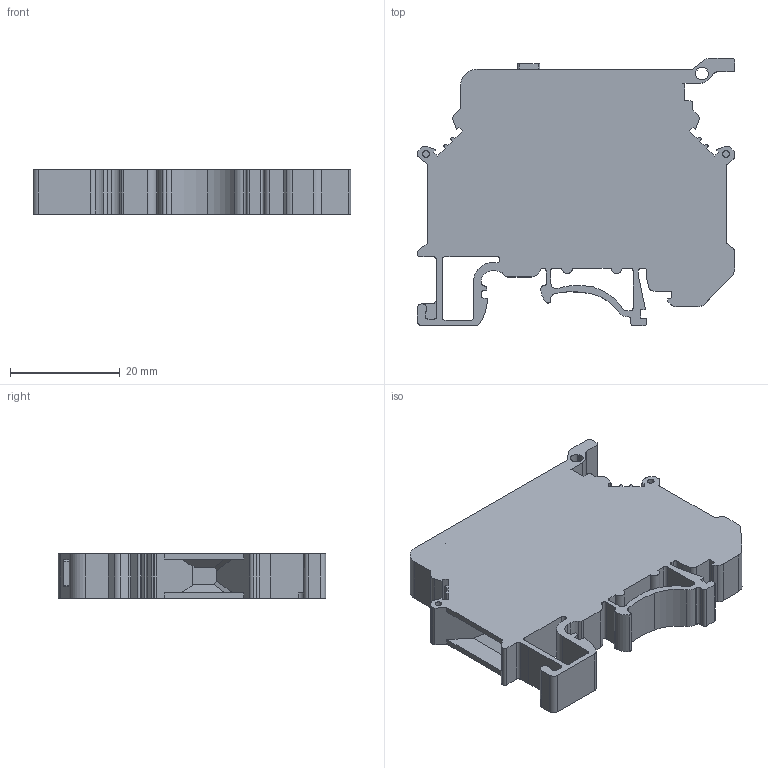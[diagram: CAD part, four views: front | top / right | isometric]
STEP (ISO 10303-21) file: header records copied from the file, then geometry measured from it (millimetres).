
FILE_DESCRIPTION(('STEP AP203'), '1');
FILE_NAME('MTU-4F220', '2025-03-26T07:24:49', ('砐錪賧瘔蠈錪 Windows'), (''), 'C3D Converter', 'C3D Toolkit', '');
FILE_SCHEMA(('CONFIG_CONTROL_DESIGN'));
Length unit declared in the file: millimetre
Bounding box: 58 x 48.8 x 8.2 mm (x, y, z)
Volume: 15413.2 mm3; surface area: 8075.4 mm2
Topology: 1 solids, 38 shells, 600 faces, 1543 edges, 1034 vertices
Faces by surface type: plane 389, cylinder 109, extrusion 86, torus 9, cone 7
Full cylindrical faces by diameter (mm): 1.2 x3, 2.3 x2, 2.65 x2, 3.8 x2, 4 x1, 4.2 x3
Entity records: 28416 total; most frequent: CARTESIAN_POINT 9192, ORIENTED_EDGE 3042, DIRECTION 2698, EDGE_CURVE 1521, VECTOR 1148, LINE 1062, VERTEX_POINT 1034, AXIS2_PLACEMENT_3D 775
